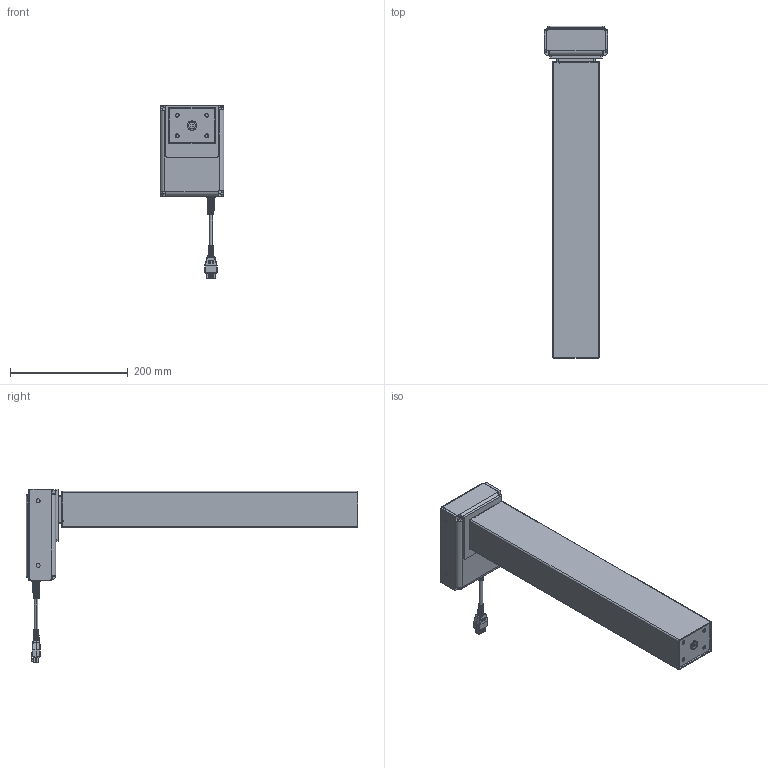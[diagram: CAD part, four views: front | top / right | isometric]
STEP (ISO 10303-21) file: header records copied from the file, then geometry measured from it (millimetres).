
FILE_DESCRIPTION (( 'STEP AP203' ), '1' );
FILE_NAME ('DD21S.STEP', '2018-01-22T06:28:32', ( 'admin' ), ( 'Hewlett-Packard Company' ), 'SwSTEP 2.0', 'SolidWorks 2016', '' );
FILE_SCHEMA (( 'CONFIG_CONTROL_DESIGN' ));
Length unit declared in the file: millimetre
Products named in the file (1): DD21S
Bounding box: 108.6 x 565.05 x 296.1 mm (x, y, z)
Volume: 3368207.1 mm3; surface area: 221869.8 mm2
Topology: 1 solids, 2 shells, 1188 faces, 3012 edges, 1922 vertices
Faces by surface type: plane 753, cylinder 202, cone 135, bspline 76, torus 22
Entity records: 36847 total; most frequent: CARTESIAN_POINT 8569, ORIENTED_EDGE 6024, DIRECTION 5630, EDGE_CURVE 3012, VECTOR 1996, LINE 1996, VERTEX_POINT 1922, AXIS2_PLACEMENT_3D 1817
